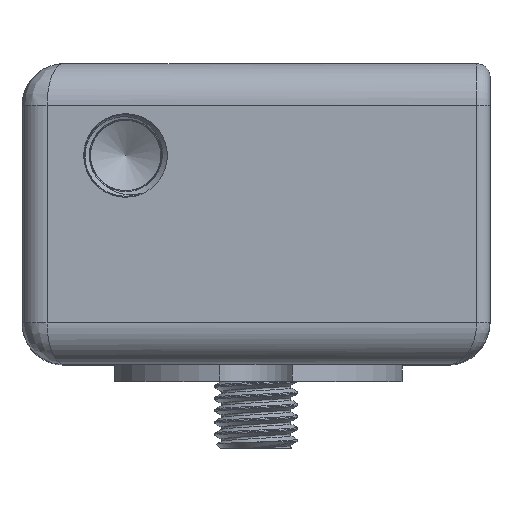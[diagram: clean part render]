
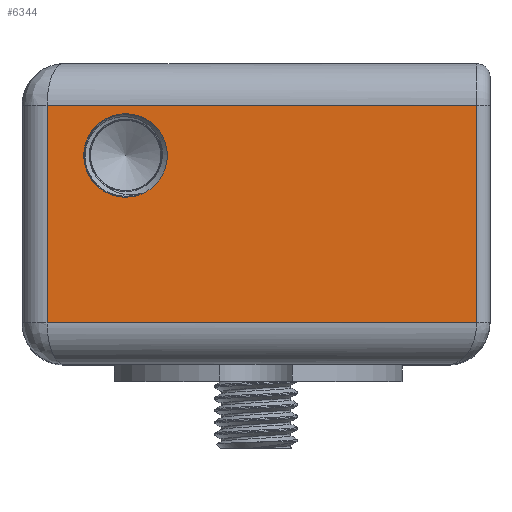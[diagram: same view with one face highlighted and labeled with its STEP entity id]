
A CAD part, top view. The second image highlights one B-rep face of the part: STEP entity #6344.
In plain terms, the highlighted planar face has unit normal (0, 0, 1).
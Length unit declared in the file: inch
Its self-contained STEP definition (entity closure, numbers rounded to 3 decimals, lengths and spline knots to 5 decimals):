
#704=FACE_BOUND('',#1732,.T.);
#1102=FACE_OUTER_BOUND('',#1731,.T.);
#1731=EDGE_LOOP('',(#5282,#5283,#5284,#5285));
#1732=EDGE_LOOP('',(#5286));
#1991=CIRCLE('',#6947,0.125);
#2308=LINE('',#21206,#2567);
#2313=LINE('',#21250,#2572);
#2314=LINE('',#21306,#2573);
#2315=LINE('',#21340,#2574);
#2567=VECTOR('',#8490,0.3937);
#2572=VECTOR('',#8507,0.3937);
#2573=VECTOR('',#8556,0.3937);
#2574=VECTOR('',#8563,0.3937);
#3026=VERTEX_POINT('',#16204);
#3099=VERTEX_POINT('',#21198);
#3101=VERTEX_POINT('',#21204);
#3104=VERTEX_POINT('',#21249);
#3105=VERTEX_POINT('',#21304);
#3725=EDGE_CURVE('',#3026,#3026,#1991,.T.);
#3823=EDGE_CURVE('',#3101,#3099,#2308,.T.);
#3831=EDGE_CURVE('',#3099,#3104,#2313,.T.);
#3847=EDGE_CURVE('',#3104,#3105,#2314,.T.);
#3850=EDGE_CURVE('',#3105,#3101,#2315,.T.);
#5282=ORIENTED_EDGE('',*,*,#3823,.F.);
#5283=ORIENTED_EDGE('',*,*,#3850,.F.);
#5284=ORIENTED_EDGE('',*,*,#3847,.F.);
#5285=ORIENTED_EDGE('',*,*,#3831,.F.);
#5286=ORIENTED_EDGE('',*,*,#3725,.T.);
#5564=PLANE('',#7079);
#6344=ADVANCED_FACE('',(#1102,#704),#5564,.T.);
#6947=AXIS2_PLACEMENT_3D('',#16205,#8274,#8275);
#7079=AXIS2_PLACEMENT_3D('',#21339,#8561,#8562);
#8274=DIRECTION('center_axis',(0.,0.,-1.));
#8275=DIRECTION('ref_axis',(0.,1.,0.));
#8490=DIRECTION('',(0.,1.,0.));
#8507=DIRECTION('',(1.,0.,0.));
#8556=DIRECTION('',(0.,-1.,0.));
#8561=DIRECTION('center_axis',(0.,0.,1.));
#8562=DIRECTION('ref_axis',(1.,0.,0.));
#8563=DIRECTION('',(-1.,0.,0.));
#16204=CARTESIAN_POINT('',(-0.38642,0.07487,0.69642));
#16205=CARTESIAN_POINT('Origin',(-0.38642,0.19987,0.69642));
#21198=CARTESIAN_POINT('',(-0.62142,0.34987,0.69642));
#21204=CARTESIAN_POINT('',(-0.62142,-0.30013,0.69642));
#21206=CARTESIAN_POINT('',(-0.62142,-0.42513,0.69642));
#21249=CARTESIAN_POINT('',(0.66358,0.34987,0.69642));
#21250=CARTESIAN_POINT('',(-0.34642,0.34987,0.69642));
#21304=CARTESIAN_POINT('',(0.66358,-0.30013,0.69642));
#21306=CARTESIAN_POINT('',(0.66358,-0.42513,0.69642));
#21339=CARTESIAN_POINT('Origin',(-0.69642,-0.42513,
0.69642));
#21340=CARTESIAN_POINT('',(-0.34642,-0.30013,0.69642));
